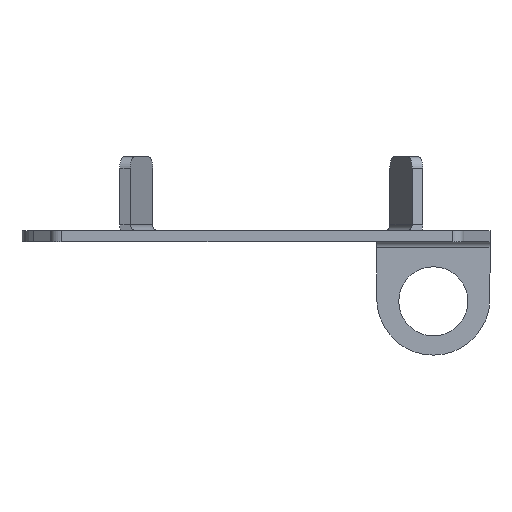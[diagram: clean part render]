
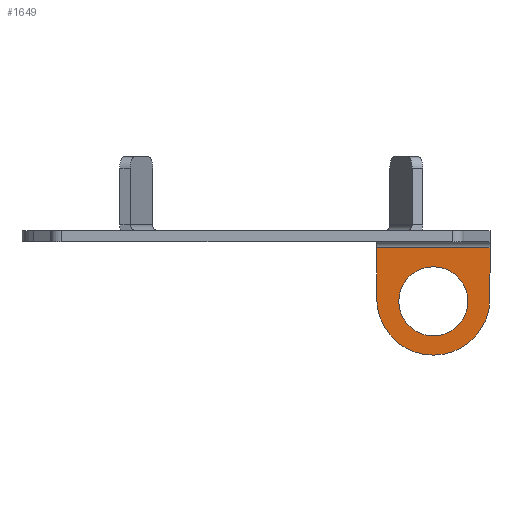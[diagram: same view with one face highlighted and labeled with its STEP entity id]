
A CAD part, front view. The second image highlights one B-rep face of the part: STEP entity #1649.
In plain terms, the highlighted planar face has unit normal (0, -1, 0).
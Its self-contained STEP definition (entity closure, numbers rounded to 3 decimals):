
#5 = VECTOR ( 'NONE', #3587, 1000. ) ;
#12 = CARTESIAN_POINT ( 'NONE',  ( 38.6, 56.5, -10. ) ) ;
#171 = CARTESIAN_POINT ( 'NONE',  ( 18.6, 56.5, -1. ) ) ;
#185 = PLANE ( 'NONE',  #742 ) ;
#211 = EDGE_LOOP ( 'NONE', ( #2075, #4191 ) ) ;
#277 = EDGE_CURVE ( 'NONE', #2106, #2701, #4172, .T. ) ;
#480 = CARTESIAN_POINT ( 'NONE',  ( 28.6, 56.5, -20. ) ) ;
#505 = DIRECTION ( 'NONE',  ( 0., 1., 0. ) ) ;
#592 = EDGE_LOOP ( 'NONE', ( #1731, #595, #3714, #1088, #2331 ) ) ;
#595 = ORIENTED_EDGE ( 'NONE', *, *, #1992, .T. ) ;
#600 = EDGE_CURVE ( 'NONE', #3428, #2599, #1482, .T. ) ;
#658 = EDGE_CURVE ( 'NONE', #1647, #2701, #3136, .T. ) ;
#701 = CARTESIAN_POINT ( 'NONE',  ( 28.6, 56.5, -10.5 ) ) ;
#742 = AXIS2_PLACEMENT_3D ( 'NONE', #2514, #505, #839 ) ;
#794 = EDGE_CURVE ( 'NONE', #2599, #3428, #1991, .T. ) ;
#839 = DIRECTION ( 'NONE',  ( 0., 0., 1. ) ) ;
#891 = CARTESIAN_POINT ( 'NONE',  ( 18.6, 56.5, 0. ) ) ;
#1024 = VERTEX_POINT ( 'NONE', #3100 ) ;
#1047 = EDGE_CURVE ( 'NONE', #3124, #2106, #2085, .T. ) ;
#1050 = DIRECTION ( 'NONE',  ( 0., 0., -1. ) ) ;
#1088 = ORIENTED_EDGE ( 'NONE', *, *, #277, .T. ) ;
#1204 = EDGE_CURVE ( 'NONE', #1647, #1024, #4277, .T. ) ;
#1247 = DIRECTION ( 'NONE',  ( 0., 0., -1. ) ) ;
#1265 = DIRECTION ( 'NONE',  ( 0., -1., 0. ) ) ;
#1428 = VECTOR ( 'NONE', #3446, 1000. ) ;
#1439 = CARTESIAN_POINT ( 'NONE',  ( 38.6, 56.5, 0. ) ) ;
#1482 = CIRCLE ( 'NONE', #2479, 6.1 ) ;
#1647 = VERTEX_POINT ( 'NONE', #171 ) ;
#1649 = ADVANCED_FACE ( 'NONE', ( #2215, #2322 ), #185, .F. ) ;
#1731 = ORIENTED_EDGE ( 'NONE', *, *, #1204, .T. ) ;
#1809 = DIRECTION ( 'NONE',  ( 0., 0., 1. ) ) ;
#1991 = CIRCLE ( 'NONE', #2693, 6.1 ) ;
#1992 = EDGE_CURVE ( 'NONE', #1024, #3124, #2830, .T. ) ;
#2075 = ORIENTED_EDGE ( 'NONE', *, *, #794, .F. ) ;
#2085 = CIRCLE ( 'NONE', #2208, 10. ) ;
#2106 = VERTEX_POINT ( 'NONE', #12 ) ;
#2135 = CARTESIAN_POINT ( 'NONE',  ( 18.6, 56.5, -1. ) ) ;
#2198 = CARTESIAN_POINT ( 'NONE',  ( 28.6, 56.5, -16.6 ) ) ;
#2199 = VECTOR ( 'NONE', #1247, 1000. ) ;
#2208 = AXIS2_PLACEMENT_3D ( 'NONE', #2870, #2827, #1809 ) ;
#2215 = FACE_BOUND ( 'NONE', #211, .T. ) ;
#2322 = FACE_OUTER_BOUND ( 'NONE', #592, .T. ) ;
#2331 = ORIENTED_EDGE ( 'NONE', *, *, #658, .F. ) ;
#2379 = DIRECTION ( 'NONE',  ( 0., -1., 0. ) ) ;
#2479 = AXIS2_PLACEMENT_3D ( 'NONE', #2796, #2863, #3525 ) ;
#2514 = CARTESIAN_POINT ( 'NONE',  ( 0., 56.5, 0. ) ) ;
#2599 = VERTEX_POINT ( 'NONE', #2198 ) ;
#2693 = AXIS2_PLACEMENT_3D ( 'NONE', #701, #2379, #1050 ) ;
#2701 = VERTEX_POINT ( 'NONE', #2834 ) ;
#2711 = AXIS2_PLACEMENT_3D ( 'NONE', #3585, #1265, #3220 ) ;
#2796 = CARTESIAN_POINT ( 'NONE',  ( 28.6, 56.5, -10.5 ) ) ;
#2827 = DIRECTION ( 'NONE',  ( 0., -1., 0. ) ) ;
#2830 = CIRCLE ( 'NONE', #2711, 10. ) ;
#2834 = CARTESIAN_POINT ( 'NONE',  ( 38.6, 56.5, -1. ) ) ;
#2863 = DIRECTION ( 'NONE',  ( 0., -1., 0. ) ) ;
#2870 = CARTESIAN_POINT ( 'NONE',  ( 28.6, 56.5, -10. ) ) ;
#3093 = CARTESIAN_POINT ( 'NONE',  ( 28.6, 56.5, -4.4 ) ) ;
#3100 = CARTESIAN_POINT ( 'NONE',  ( 18.6, 56.5, -10. ) ) ;
#3124 = VERTEX_POINT ( 'NONE', #480 ) ;
#3136 = LINE ( 'NONE', #2135, #5 ) ;
#3220 = DIRECTION ( 'NONE',  ( 0., 0., 1. ) ) ;
#3428 = VERTEX_POINT ( 'NONE', #3093 ) ;
#3446 = DIRECTION ( 'NONE',  ( 0., 0., 1. ) ) ;
#3525 = DIRECTION ( 'NONE',  ( 0., 0., -1. ) ) ;
#3585 = CARTESIAN_POINT ( 'NONE',  ( 28.6, 56.5, -10. ) ) ;
#3587 = DIRECTION ( 'NONE',  ( 1., 0., 0. ) ) ;
#3714 = ORIENTED_EDGE ( 'NONE', *, *, #1047, .T. ) ;
#4172 = LINE ( 'NONE', #1439, #1428 ) ;
#4191 = ORIENTED_EDGE ( 'NONE', *, *, #600, .F. ) ;
#4277 = LINE ( 'NONE', #891, #2199 ) ;
